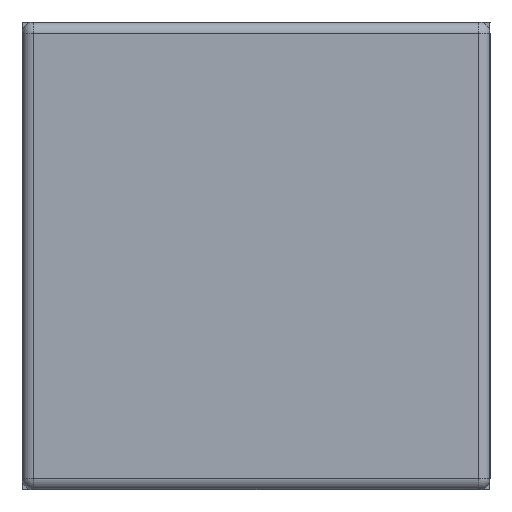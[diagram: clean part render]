
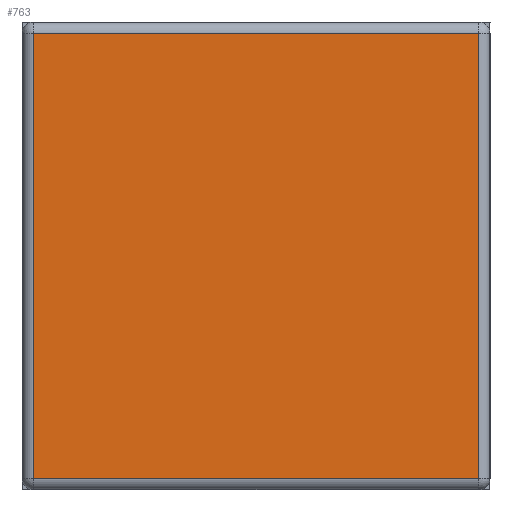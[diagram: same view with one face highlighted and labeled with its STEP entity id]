
A CAD part, left-side view. The second image highlights one B-rep face of the part: STEP entity #763.
In plain terms, the highlighted planar face has unit normal (-1, 0, 0).
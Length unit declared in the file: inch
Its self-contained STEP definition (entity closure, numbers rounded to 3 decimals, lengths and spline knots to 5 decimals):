
#21=PLANE('',#861);
#39=LINE('',#1249,#99);
#42=LINE('',#1253,#102);
#56=LINE('',#1281,#116);
#57=LINE('',#1283,#117);
#99=VECTOR('',#985,0.3937);
#102=VECTOR('',#990,0.3937);
#116=VECTOR('',#1026,0.3937);
#117=VECTOR('',#1029,0.3937);
#203=FACE_OUTER_BOUND('',#261,.T.);
#261=EDGE_LOOP('',(#589,#590,#591,#592));
#345=VERTEX_POINT('',#1197);
#351=VERTEX_POINT('',#1211);
#356=VERTEX_POINT('',#1221);
#365=VERTEX_POINT('',#1245);
#424=EDGE_CURVE('',#351,#365,#39,.T.);
#427=EDGE_CURVE('',#365,#356,#42,.T.);
#444=EDGE_CURVE('',#356,#345,#56,.T.);
#445=EDGE_CURVE('',#345,#351,#57,.T.);
#589=ORIENTED_EDGE('',*,*,#424,.F.);
#590=ORIENTED_EDGE('',*,*,#445,.F.);
#591=ORIENTED_EDGE('',*,*,#444,.F.);
#592=ORIENTED_EDGE('',*,*,#427,.F.);
#763=ADVANCED_FACE('',(#203),#21,.T.);
#861=AXIS2_PLACEMENT_3D('',#1290,#1039,#1040);
#985=DIRECTION('',(0.,1.,0.));
#990=DIRECTION('',(0.,0.,1.));
#1026=DIRECTION('',(0.,-1.,0.));
#1029=DIRECTION('',(0.,0.,-1.));
#1039=DIRECTION('center_axis',(-1.,0.,0.));
#1040=DIRECTION('ref_axis',(0.,-1.,0.));
#1197=CARTESIAN_POINT('',(-0.06299,-0.02992,0.06142));
#1211=CARTESIAN_POINT('',(-0.06299,-0.02992,0.00157));
#1221=CARTESIAN_POINT('',(-0.06299,0.02992,0.06142));
#1245=CARTESIAN_POINT('',(-0.06299,0.02992,0.00157));
#1249=CARTESIAN_POINT('',(-0.06299,0.01575,0.00157));
#1253=CARTESIAN_POINT('',(-0.06299,0.02992,0.));
#1281=CARTESIAN_POINT('',(-0.06299,0.01575,0.06142));
#1283=CARTESIAN_POINT('',(-0.06299,-0.02992,0.));
#1290=CARTESIAN_POINT('Origin',(-0.06299,0.0315,0.));
